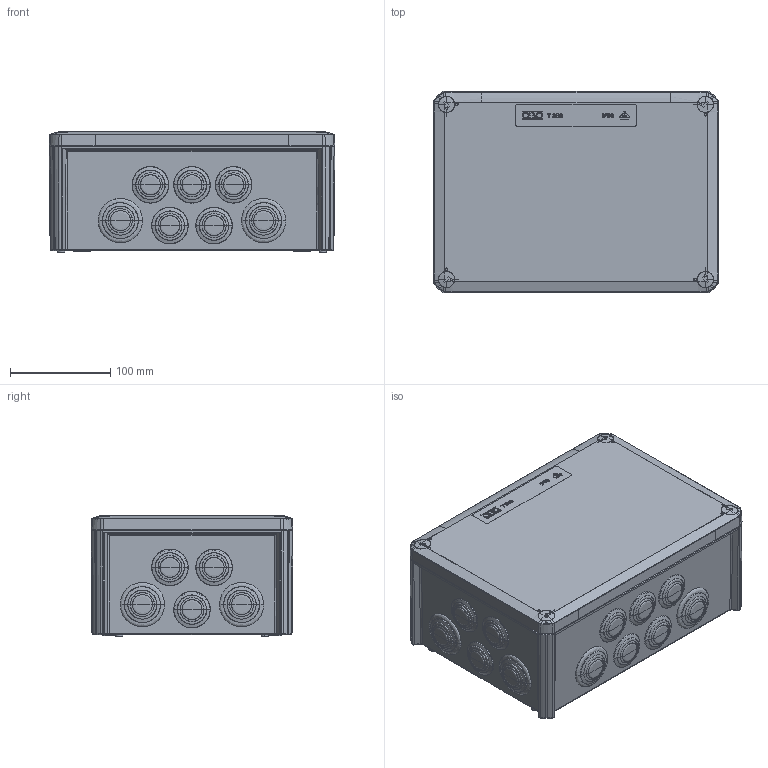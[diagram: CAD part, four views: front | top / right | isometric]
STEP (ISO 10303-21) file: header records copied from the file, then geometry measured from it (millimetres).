
FILE_DESCRIPTION(/* description */ (''),/* implementation_level */ '2;1');
FILE_NAME(/* name */ '200712~1',/* time_stamp */ '2015-06-29T12:42:48+02:00',/* author */ (''),/* organization */ (''),/* preprocessor_version */ 'ST-DEVELOPER v15',/* originating_system */ '',/* authorisation */ '');
FILE_SCHEMA (('CONFIG_CONTROL_DESIGN'));
Products named in the file (2): Document; Block 01
Assembly tree (1 placements, depth 2):
  Document
    Block 01
Bounding box: 285 x 201.4 x 121.49 mm (x, y, z)
Volume: 112046.2 mm3; surface area: 516828.2 mm2
Topology: 24 solids, 31 shells, 2866 faces, 7552 edges, 4657 vertices
Faces by surface type: bspline 1688, plane 1178
Entity records: 191126 total; most frequent: CARTESIAN_POINT 147062, ORIENTED_EDGE 14734, EDGE_CURVE 7493, VERTEX_POINT 4658, B_SPLINE_CURVE_WITH_KNOTS 4313, EDGE_LOOP 2985, ADVANCED_FACE 2866, FACE_OUTER_BOUND 2866
